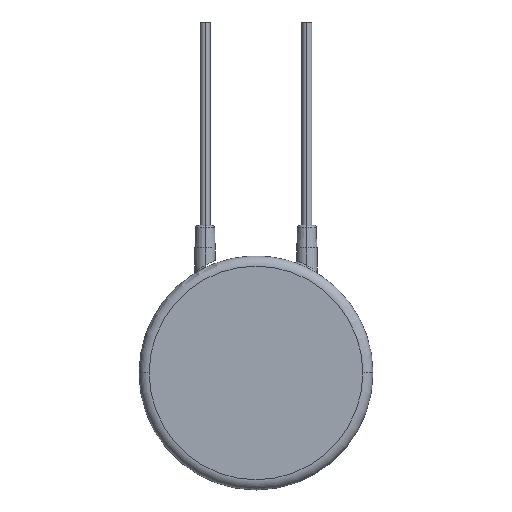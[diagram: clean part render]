
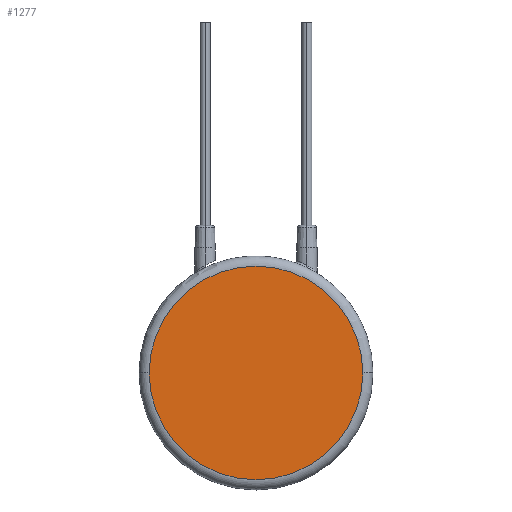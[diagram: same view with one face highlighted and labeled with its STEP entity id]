
A CAD part, top view. The second image highlights one B-rep face of the part: STEP entity #1277.
In plain terms, the highlighted planar face has unit normal (0, 0, 1).
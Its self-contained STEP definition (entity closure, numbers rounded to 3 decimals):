
#422=CARTESIAN_POINT('',(0.,0.,5.4));
#423=DIRECTION('',(0.,0.,1.));
#424=DIRECTION('',(-1.,0.,0.));
#425=AXIS2_PLACEMENT_3D('',#422,#423,#424);
#427=CARTESIAN_POINT('',(0.,0.,5.4));
#428=DIRECTION('',(0.,0.,1.));
#429=DIRECTION('',(1.,0.,0.));
#430=AXIS2_PLACEMENT_3D('',#427,#428,#429);
#499=CARTESIAN_POINT('',(-10.5,0.,5.4));
#500=CARTESIAN_POINT('',(10.5,0.,5.4));
#501=VERTEX_POINT('',#499);
#502=VERTEX_POINT('',#500);
#1267=CARTESIAN_POINT('',(0.,0.,5.4));
#1268=DIRECTION('',(0.,0.,1.));
#1269=DIRECTION('',(1.,0.,0.));
#1270=AXIS2_PLACEMENT_3D('',#1267,#1268,#1269);
#1271=PLANE('',#1270);
#1273=ORIENTED_EDGE('',*,*,#1272,.F.);
#1274=ORIENTED_EDGE('',*,*,#1256,.F.);
#1275=EDGE_LOOP('',(#1273,#1274));
#1276=FACE_OUTER_BOUND('',#1275,.F.);
#426=CIRCLE('',#425,10.5);
#431=CIRCLE('',#430,10.5);
#1256=EDGE_CURVE('',#502,#501,#431,.T.);
#1272=EDGE_CURVE('',#501,#502,#426,.T.);
#1277=ADVANCED_FACE('',(#1276),#1271,.T.);
